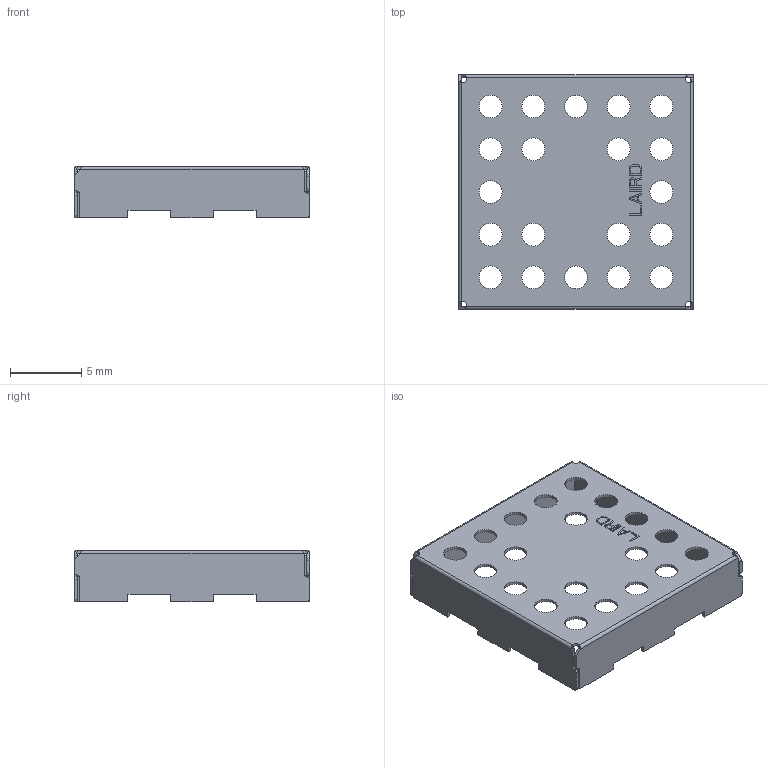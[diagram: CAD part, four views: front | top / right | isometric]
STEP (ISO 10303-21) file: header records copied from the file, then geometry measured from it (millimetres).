
FILE_DESCRIPTION(('STEP AP214'), '1');
FILE_NAME('Laird-BMI-S-102', '', ('UNSPECIFIED'), ('UNSPECIFIED'), 'ASCON STEP Converter 1.3', 'ASCON Math Kernel', '');
FILE_SCHEMA(('AUTOMOTIVE_DESIGN { 1 0 10303 214 3 1 1}'));
Length unit declared in the file: millimetre
Products named in the file (2): Laird-$PARTNUMBER; Laird-$PARTNUMBER_Laird-BMI-S-102_BMI-S-102
Assembly tree (1 placements, depth 2):
  Laird-$PARTNUMBER
    Laird-$PARTNUMBER_Laird-BMI-S-102_BMI-S-102
Bounding box: 16.5 x 16.5 x 3.6 mm (x, y, z)
Volume: 87.1 mm3; surface area: 913.1 mm2
Topology: 1 solids, 1 shells, 444 faces, 1242 edges, 820 vertices
Faces by surface type: plane 368, cylinder 60, bspline 16
Full cylindrical faces by diameter (mm): 1.6 x20
Entity records: 18111 total; most frequent: CARTESIAN_POINT 3052, ORIENTED_EDGE 2444, DIRECTION 2158, EDGE_CURVE 1222, LINE 1074, VECTOR 1074, VERTEX_POINT 820, AXIS2_PLACEMENT_3D 542
